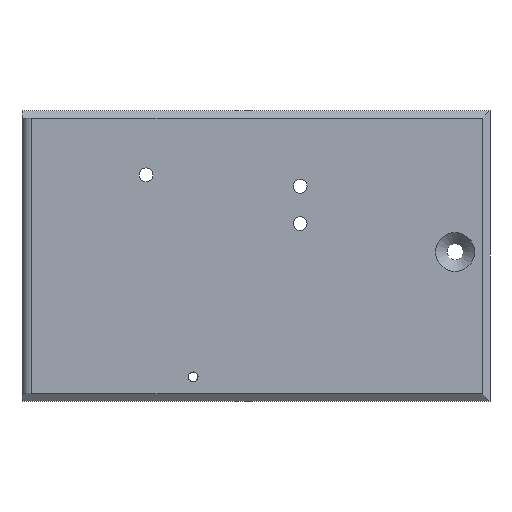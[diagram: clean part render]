
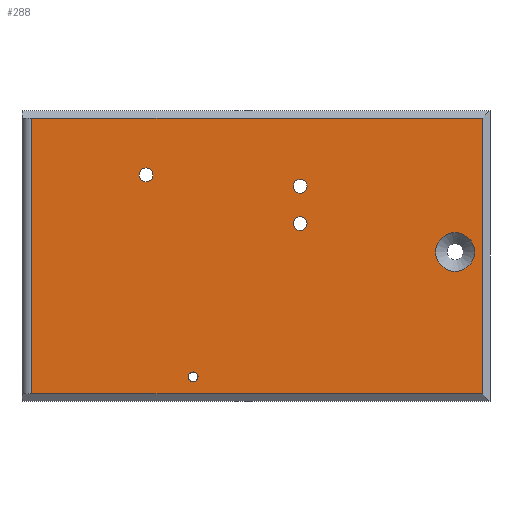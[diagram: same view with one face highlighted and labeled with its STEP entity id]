
A CAD part, top view. The second image highlights one B-rep face of the part: STEP entity #288.
In plain terms, the highlighted planar face has unit normal (0, 0, 1).
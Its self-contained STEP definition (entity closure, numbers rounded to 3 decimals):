
#15=FACE_BOUND('',#66,.T.);
#16=FACE_BOUND('',#67,.T.);
#17=FACE_BOUND('',#68,.T.);
#18=FACE_BOUND('',#69,.T.);
#19=FACE_BOUND('',#70,.T.);
#32=PLANE('',#331);
#50=FACE_OUTER_BOUND('',#65,.T.);
#65=EDGE_LOOP('',(#252,#253,#254,#255));
#66=EDGE_LOOP('',(#256));
#67=EDGE_LOOP('',(#257));
#68=EDGE_LOOP('',(#258));
#69=EDGE_LOOP('',(#259));
#70=EDGE_LOOP('',(#260));
#83=LINE('',#458,#106);
#86=LINE('',#465,#109);
#96=LINE('',#485,#119);
#99=LINE('',#490,#122);
#106=VECTOR('',#379,10.);
#109=VECTOR('',#386,10.);
#119=VECTOR('',#404,10.);
#122=VECTOR('',#411,10.);
#124=CIRCLE('',#306,0.85);
#126=CIRCLE('',#309,0.85);
#128=CIRCLE('',#312,0.85);
#130=CIRCLE('',#315,0.6);
#132=CIRCLE('',#318,2.4);
#136=VERTEX_POINT('',#420);
#138=VERTEX_POINT('',#426);
#140=VERTEX_POINT('',#432);
#142=VERTEX_POINT('',#438);
#144=VERTEX_POINT('',#444);
#149=VERTEX_POINT('',#455);
#150=VERTEX_POINT('',#457);
#152=VERTEX_POINT('',#463);
#158=VERTEX_POINT('',#483);
#161=EDGE_CURVE('',#136,#136,#124,.T.);
#164=EDGE_CURVE('',#138,#138,#126,.T.);
#167=EDGE_CURVE('',#140,#140,#128,.T.);
#170=EDGE_CURVE('',#142,#142,#130,.T.);
#173=EDGE_CURVE('',#144,#144,#132,.T.);
#178=EDGE_CURVE('',#149,#150,#83,.T.);
#182=EDGE_CURVE('',#152,#149,#86,.T.);
#192=EDGE_CURVE('',#152,#158,#96,.T.);
#195=EDGE_CURVE('',#158,#150,#99,.T.);
#252=ORIENTED_EDGE('',*,*,#178,.F.);
#253=ORIENTED_EDGE('',*,*,#182,.F.);
#254=ORIENTED_EDGE('',*,*,#192,.T.);
#255=ORIENTED_EDGE('',*,*,#195,.T.);
#256=ORIENTED_EDGE('',*,*,#161,.T.);
#257=ORIENTED_EDGE('',*,*,#164,.T.);
#258=ORIENTED_EDGE('',*,*,#167,.T.);
#259=ORIENTED_EDGE('',*,*,#170,.T.);
#260=ORIENTED_EDGE('',*,*,#173,.T.);
#288=ADVANCED_FACE('',(#50,#15,#16,#17,#18,#19),#32,.T.);
#306=AXIS2_PLACEMENT_3D('',#422,#340,#341);
#309=AXIS2_PLACEMENT_3D('',#428,#347,#348);
#312=AXIS2_PLACEMENT_3D('',#434,#354,#355);
#315=AXIS2_PLACEMENT_3D('',#440,#361,#362);
#318=AXIS2_PLACEMENT_3D('',#446,#368,#369);
#331=AXIS2_PLACEMENT_3D('',#491,#412,#413);
#340=DIRECTION('center_axis',(0.,0.,-1.));
#341=DIRECTION('ref_axis',(1.,0.,0.));
#347=DIRECTION('center_axis',(0.,0.,-1.));
#348=DIRECTION('ref_axis',(1.,0.,0.));
#354=DIRECTION('center_axis',(0.,0.,-1.));
#355=DIRECTION('ref_axis',(1.,0.,0.));
#361=DIRECTION('center_axis',(0.,0.,-1.));
#362=DIRECTION('ref_axis',(1.,0.,0.));
#368=DIRECTION('center_axis',(0.,0.,-1.));
#369=DIRECTION('ref_axis',(1.,0.,0.));
#379=DIRECTION('',(0.,1.,0.));
#386=DIRECTION('',(-1.,0.,0.));
#404=DIRECTION('',(0.,1.,0.));
#411=DIRECTION('',(-1.,0.,0.));
#412=DIRECTION('center_axis',(0.,0.,1.));
#413=DIRECTION('ref_axis',(1.,0.,0.));
#420=CARTESIAN_POINT('',(31.65,25.6,1.4));
#422=CARTESIAN_POINT('Origin',(32.5,25.6,1.4));
#426=CARTESIAN_POINT('',(31.65,21.,1.4));
#428=CARTESIAN_POINT('Origin',(32.5,21.,1.4));
#432=CARTESIAN_POINT('',(12.65,27.,1.4));
#434=CARTESIAN_POINT('Origin',(13.5,27.,1.4));
#438=CARTESIAN_POINT('',(18.7,2.1,1.4));
#440=CARTESIAN_POINT('Origin',(19.3,2.1,1.4));
#444=CARTESIAN_POINT('',(49.2,17.5,1.4));
#446=CARTESIAN_POINT('Origin',(51.6,17.5,1.4));
#455=CARTESIAN_POINT('',(-0.6,0.,1.4));
#457=CARTESIAN_POINT('',(-0.6,34.,1.4));
#458=CARTESIAN_POINT('',(-0.6,25.95,1.4));
#463=CARTESIAN_POINT('',(55.,0.,1.4));
#465=CARTESIAN_POINT('',(-0.9,0.,1.4));
#483=CARTESIAN_POINT('',(55.,34.,1.4));
#485=CARTESIAN_POINT('',(55.,25.5,1.4));
#490=CARTESIAN_POINT('',(-0.9,34.,1.4));
#491=CARTESIAN_POINT('Origin',(27.5,17.,1.4));
